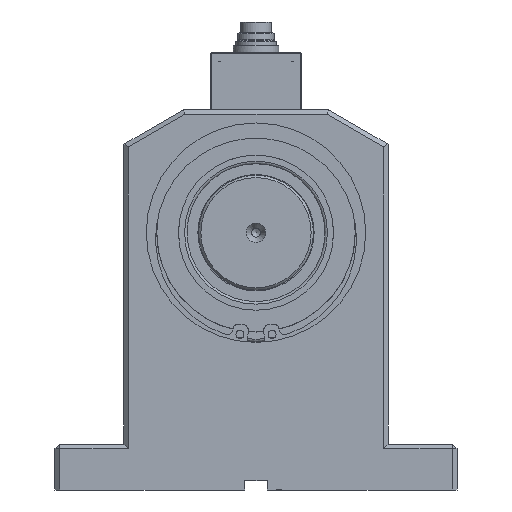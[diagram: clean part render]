
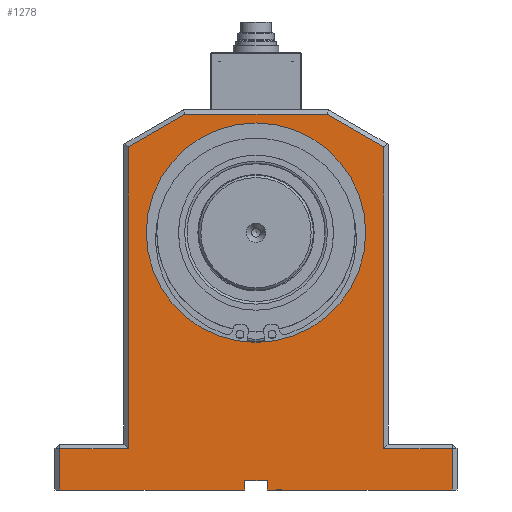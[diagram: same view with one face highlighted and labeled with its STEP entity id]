
A CAD part, front view. The second image highlights one B-rep face of the part: STEP entity #1278.
In plain terms, the highlighted planar face has unit normal (0, -1, 0).
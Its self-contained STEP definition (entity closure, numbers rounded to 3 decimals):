
#1278 = ADVANCED_FACE( '', ( #2584, #2585 ), #2586, .T. );
#2584 = FACE_OUTER_BOUND( '', #4267, .T. );
#2585 = FACE_BOUND( '', #4268, .T. );
#2586 = PLANE( '', #4269 );
#4267 = EDGE_LOOP( '', ( #6376, #6377, #6378, #6379, #6380, #6381, #6382, #6383, #6384, #6385, #6386, #6387, #6388, #6389 ) );
#4268 = EDGE_LOOP( '', ( #6390 ) );
#4269 = AXIS2_PLACEMENT_3D( '', #6391, #6392, #6393 );
#6376 = ORIENTED_EDGE( '', *, *, #8572, .F. );
#6377 = ORIENTED_EDGE( '', *, *, #9010, .T. );
#6378 = ORIENTED_EDGE( '', *, *, #9011, .T. );
#6379 = ORIENTED_EDGE( '', *, *, #9012, .T. );
#6380 = ORIENTED_EDGE( '', *, *, #9013, .T. );
#6381 = ORIENTED_EDGE( '', *, *, #8875, .T. );
#6382 = ORIENTED_EDGE( '', *, *, #9014, .T. );
#6383 = ORIENTED_EDGE( '', *, *, #9015, .T. );
#6384 = ORIENTED_EDGE( '', *, *, #9016, .T. );
#6385 = ORIENTED_EDGE( '', *, *, #9017, .T. );
#6386 = ORIENTED_EDGE( '', *, *, #9018, .F. );
#6387 = ORIENTED_EDGE( '', *, *, #8954, .F. );
#6388 = ORIENTED_EDGE( '', *, *, #8814, .F. );
#6389 = ORIENTED_EDGE( '', *, *, #9019, .F. );
#6390 = ORIENTED_EDGE( '', *, *, #9020, .T. );
#6391 = CARTESIAN_POINT( '', ( 135.823, 0., 201.584 ) );
#6392 = DIRECTION( '', ( 0., -1., 0. ) );
#6393 = DIRECTION( '', ( 0., 0., -1. ) );
#8572 = EDGE_CURVE( '', #9747, #9749, #9750, .T. );
#8814 = EDGE_CURVE( '', #10141, #10142, #10143, .T. );
#8875 = EDGE_CURVE( '', #10231, #10236, #10238, .T. );
#8954 = EDGE_CURVE( '', #10142, #10359, #10360, .T. );
#9010 = EDGE_CURVE( '', #9747, #10446, #10447, .T. );
#9011 = EDGE_CURVE( '', #10446, #10448, #10449, .T. );
#9012 = EDGE_CURVE( '', #10448, #10450, #10451, .T. );
#9013 = EDGE_CURVE( '', #10450, #10231, #10452, .T. );
#9014 = EDGE_CURVE( '', #10236, #10453, #10454, .T. );
#9015 = EDGE_CURVE( '', #10453, #10455, #10456, .T. );
#9016 = EDGE_CURVE( '', #10455, #10457, #10458, .T. );
#9017 = EDGE_CURVE( '', #10457, #10459, #10460, .T. );
#9018 = EDGE_CURVE( '', #10359, #10459, #10461, .T. );
#9019 = EDGE_CURVE( '', #9749, #10141, #10462, .T. );
#9020 = EDGE_CURVE( '', #10463, #10463, #10464, .T. );
#9747 = VERTEX_POINT( '', #11427 );
#9749 = VERTEX_POINT( '', #11430 );
#9750 = LINE( '', #11431, #11432 );
#10141 = VERTEX_POINT( '', #11973 );
#10142 = VERTEX_POINT( '', #11974 );
#10143 = LINE( '', #11975, #11976 );
#10231 = VERTEX_POINT( '', #12082 );
#10236 = VERTEX_POINT( '', #12089 );
#10238 = LINE( '', #12092, #12093 );
#10359 = VERTEX_POINT( '', #12257 );
#10360 = LINE( '', #12258, #12259 );
#10446 = VERTEX_POINT( '', #12355 );
#10447 = LINE( '', #12356, #12357 );
#10448 = VERTEX_POINT( '', #12358 );
#10449 = LINE( '', #12359, #12360 );
#10450 = VERTEX_POINT( '', #12361 );
#10451 = LINE( '', #12362, #12363 );
#10452 = LINE( '', #12364, #12365 );
#10453 = VERTEX_POINT( '', #12366 );
#10454 = LINE( '', #12367, #12368 );
#10455 = VERTEX_POINT( '', #12369 );
#10456 = LINE( '', #12370, #12371 );
#10457 = VERTEX_POINT( '', #12372 );
#10458 = LINE( '', #12373, #12374 );
#10459 = VERTEX_POINT( '', #12375 );
#10460 = LINE( '', #12376, #12377 );
#10461 = LINE( '', #12378, #12379 );
#10462 = LINE( '', #12380, #12381 );
#10463 = VERTEX_POINT( '', #12382 );
#10464 = CIRCLE( '', #12383, 47.75 );
#11427 = CARTESIAN_POINT( '', ( 278.823, 0., 51.084 ) );
#11430 = CARTESIAN_POINT( '', ( 198.323, 0., 51.084 ) );
#11431 = CARTESIAN_POINT( '', ( 198.323, 0., 51.084 ) );
#11432 = VECTOR( '', #13462, 1000. );
#11973 = CARTESIAN_POINT( '', ( 198.323, 0., 55.184 ) );
#11974 = CARTESIAN_POINT( '', ( 188.323, 0., 55.184 ) );
#11975 = CARTESIAN_POINT( '', ( 188.323, 0., 55.184 ) );
#11976 = VECTOR( '', #13799, 1000. );
#12082 = CARTESIAN_POINT( '', ( 224.306, 0., 214.584 ) );
#12089 = CARTESIAN_POINT( '', ( 162.34, 0., 214.584 ) );
#12092 = CARTESIAN_POINT( '', ( 161.804, 0., 214.584 ) );
#12093 = VECTOR( '', #13882, 1000. );
#12257 = CARTESIAN_POINT( '', ( 188.323, 0., 51.084 ) );
#12258 = CARTESIAN_POINT( '', ( 188.323, 0., 55.184 ) );
#12259 = VECTOR( '', #13999, 1000. );
#12355 = CARTESIAN_POINT( '', ( 278.823, 0., 69.084 ) );
#12356 = CARTESIAN_POINT( '', ( 278.823, 0., 71.084 ) );
#12357 = VECTOR( '', #14085, 1000. );
#12358 = CARTESIAN_POINT( '', ( 248.823, 0., 69.084 ) );
#12359 = CARTESIAN_POINT( '', ( 250.823, 0., 69.084 ) );
#12360 = VECTOR( '', #14086, 1000. );
#12361 = CARTESIAN_POINT( '', ( 248.823, 0., 200.429 ) );
#12362 = CARTESIAN_POINT( '', ( 248.823, 0., 201.584 ) );
#12363 = VECTOR( '', #14087, 1000. );
#12364 = CARTESIAN_POINT( '', ( 223.842, 0., 214.852 ) );
#12365 = VECTOR( '', #14088, 1000. );
#12366 = CARTESIAN_POINT( '', ( 137.823, 0., 200.429 ) );
#12367 = CARTESIAN_POINT( '', ( 136.823, 0., 199.852 ) );
#12368 = VECTOR( '', #14089, 1000. );
#12369 = CARTESIAN_POINT( '', ( 137.823, 0., 69.084 ) );
#12370 = CARTESIAN_POINT( '', ( 137.823, 0., 71.084 ) );
#12371 = VECTOR( '', #14090, 1000. );
#12372 = CARTESIAN_POINT( '', ( 107.823, 0., 69.084 ) );
#12373 = CARTESIAN_POINT( '', ( 105.823, 0., 69.084 ) );
#12374 = VECTOR( '', #14091, 1000. );
#12375 = CARTESIAN_POINT( '', ( 107.823, 0., 51.084 ) );
#12376 = CARTESIAN_POINT( '', ( 107.823, 0., 51.084 ) );
#12377 = VECTOR( '', #14092, 1000. );
#12378 = CARTESIAN_POINT( '', ( 105.823, 0., 51.084 ) );
#12379 = VECTOR( '', #14093, 1000. );
#12380 = CARTESIAN_POINT( '', ( 198.323, 0., 55.184 ) );
#12381 = VECTOR( '', #14094, 1000. );
#12382 = CARTESIAN_POINT( '', ( 241.073, 0., 163.084 ) );
#12383 = AXIS2_PLACEMENT_3D( '', #14095, #14096, #14097 );
#13462 = DIRECTION( '', ( -1., 0., 0. ) );
#13799 = DIRECTION( '', ( -1., 0., 0. ) );
#13882 = DIRECTION( '', ( -1., 0., 0. ) );
#13999 = DIRECTION( '', ( 0., 0., -1. ) );
#14085 = DIRECTION( '', ( 0., 0., 1. ) );
#14086 = DIRECTION( '', ( -1., 0., 0. ) );
#14087 = DIRECTION( '', ( 0., 0., 1. ) );
#14088 = DIRECTION( '', ( -0.866, 0., 0.5 ) );
#14089 = DIRECTION( '', ( -0.866, 0., -0.5 ) );
#14090 = DIRECTION( '', ( 0., 0., -1. ) );
#14091 = DIRECTION( '', ( -1., 0., 0. ) );
#14092 = DIRECTION( '', ( 0., 0., -1. ) );
#14093 = DIRECTION( '', ( -1., 0., 0. ) );
#14094 = DIRECTION( '', ( 0., 0., 1. ) );
#14095 = CARTESIAN_POINT( '', ( 193.323, 0., 163.084 ) );
#14096 = DIRECTION( '', ( 0., 1., 0. ) );
#14097 = DIRECTION( '', ( 1., 0., 0. ) );
